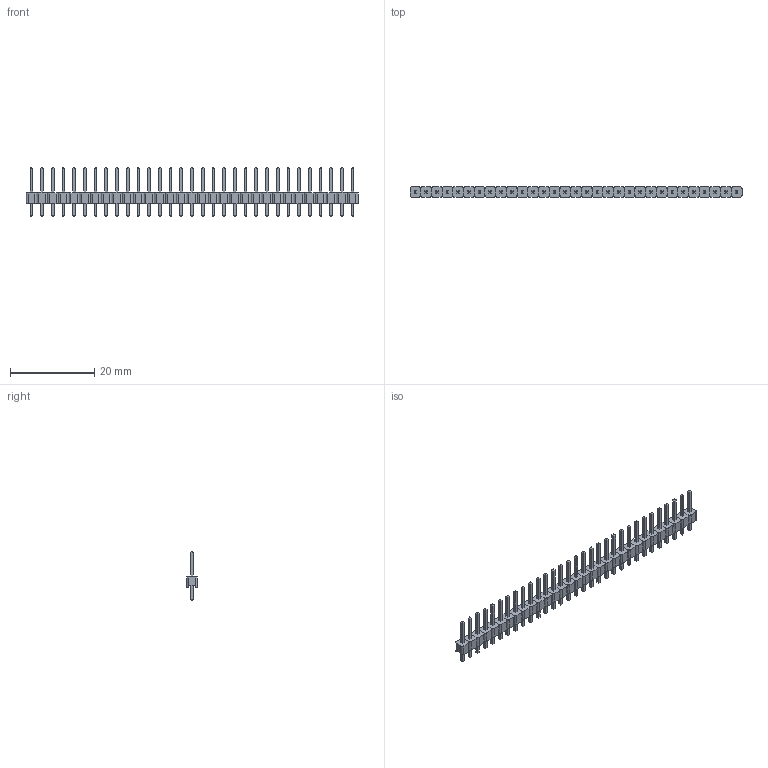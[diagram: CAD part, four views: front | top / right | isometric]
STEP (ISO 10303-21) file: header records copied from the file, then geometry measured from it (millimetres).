
FILE_DESCRIPTION(('FreeCAD Model'),'2;1');
FILE_NAME('Open CASCADE Shape Model','2022-03-28T08:13:42',( 'Engenharia Metaltex'),('Metaltex'), 'Open CASCADE STEP processor 7.5','FreeCAD','Unknown');
FILE_SCHEMA(('AUTOMOTIVE_DESIGN { 1 0 10303 214 1 1 1 1 }'));
Length unit declared in the file: millimetre
Products named in the file (94): Barra_de_pinos; 1; Pino; Base; 2; Pino001; Base001; 3; Pino002; Base002; 4; Pino003; Base003; 5; Pino004; Base004; 6; Pino005; Base005; 7; Pino006; Base006; 8; Pino007; Base007; 9; Pino008; Base008; 10; Pino009; Base009; 11; Pino010; Base010; 12; Pino011; Base011; 13; Pino012; Base012 ...
Assembly tree (93 placements, depth 3):
  Barra_de_pinos
    1
      Pino
      Base
    2
      Pino001
      Base001
    3
      Pino002
      Base002
    4
      Pino003
      Base003
    5
      Pino004
      Base004
    6
      Pino005
      Base005
    7
      Pino006
      Base006
    8
      Pino007
      Base007
    9
      Pino008
      Base008
    10
      Pino009
      Base009
    11
      Pino010
      Base010
    12
      Pino011
      Base011
    13
      Pino012
      Base012
    14
      Pino013
      Base013
    15
      Pino014
      Base014
    16
      Pino015
      Base015
    17
      Pino016
      Base016
    18
      Pino017
      Base017
    19
      Pino018
      Base018
    20
      Pino019
Bounding box: 78.74 x 2.54 x 11.54 mm (x, y, z)
Volume: 548.2 mm3; surface area: 2206 mm2
Topology: 62 solids, 62 shells, 992 faces, 2232 edges, 1364 vertices
Faces by surface type: plane 868, cylinder 124
Entity records: 58485 total; most frequent: CARTESIAN_POINT 9890, DIRECTION 8992, LINE 6200, VECTOR 6200, ORIENTED_EDGE 4464, PCURVE 4464, DEFINITIONAL_REPRESENTATION 4464, EDGE_CURVE 2232
